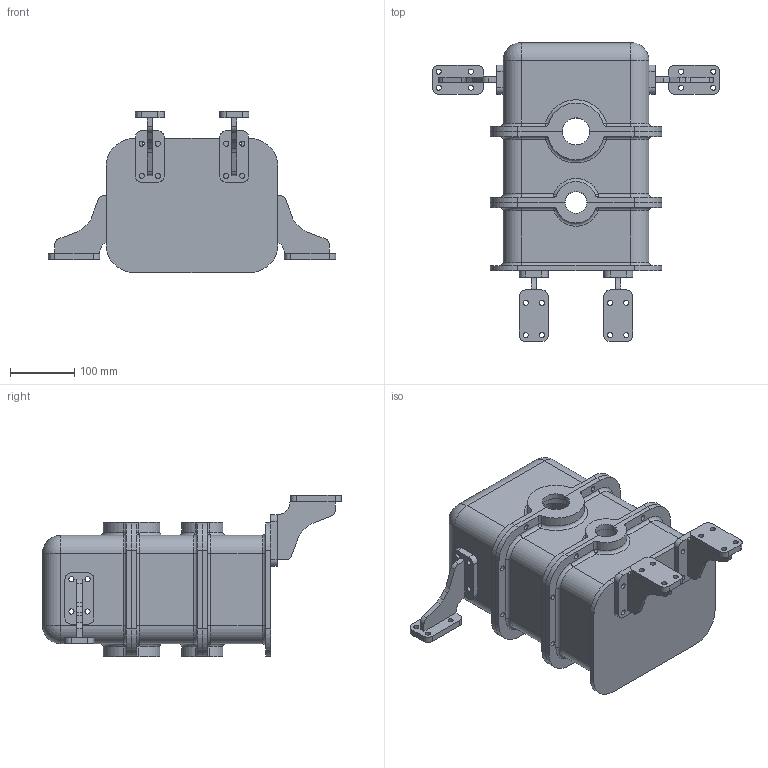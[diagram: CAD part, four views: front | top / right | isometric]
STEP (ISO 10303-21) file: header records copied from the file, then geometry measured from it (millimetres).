
FILE_DESCRIPTION(/* description */ (''),/* implementation_level */ '2;1');
FILE_NAME(/* name */ 'assemblyFinal v3.step',/* time_stamp */ '2022-03-02T02:28:17+03:00',/* author */ (''),/* organization */ (''),/* preprocessor_version */ 'ST-DEVELOPER v18.1',/* originating_system */ 'Autodesk Translation Framework v10.13.0.1454',/* authorisation */ '');
FILE_SCHEMA (('AUTOMOTIVE_DESIGN { 1 0 10303 214 3 1 1 }'));
Length unit declared in the file: millimetre
Products named in the file (5): assemblyFinal; BottomFinal; MiddleFinal; TopFinal; BracketFinal
Assembly tree (7 placements, depth 2):
  assemblyFinal
    BottomFinal
    MiddleFinal
    BracketFinal  x4
    TopFinal
Bounding box: 446 x 464 x 250 mm (x, y, z)
Volume: 3544666.1 mm3; surface area: 921859.4 mm2
Topology: 7 solids, 7 shells, 461 faces, 1208 edges, 760 vertices
Faces by surface type: cylinder 256, plane 149, torus 32, sphere 24
Full cylindrical faces by diameter (mm): 8 x80
Entity records: 10829 total; most frequent: DIRECTION 2018, CARTESIAN_POINT 1775, ORIENTED_EDGE 1756, EDGE_CURVE 878, AXIS2_PLACEMENT_3D 787, VERTEX_POINT 544, EDGE_LOOP 454, LINE 444
